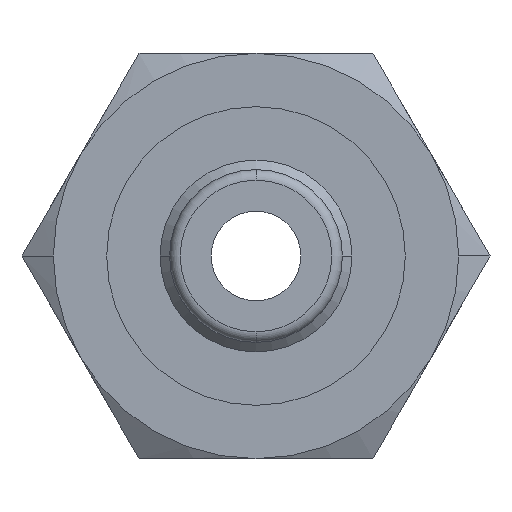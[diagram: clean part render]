
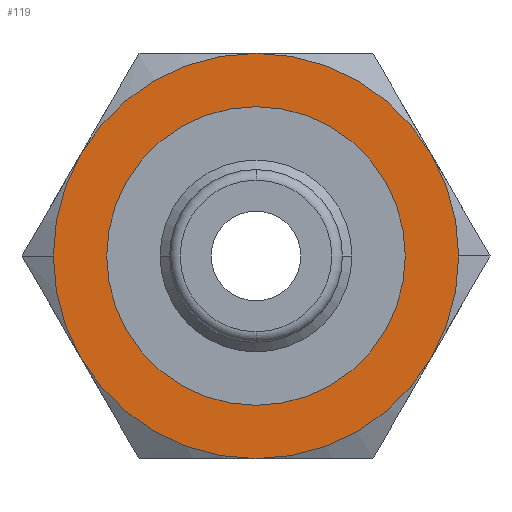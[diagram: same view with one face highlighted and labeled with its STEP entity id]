
A CAD part, front view. The second image highlights one B-rep face of the part: STEP entity #119.
In plain terms, the highlighted planar face has unit normal (0, -1, 0).
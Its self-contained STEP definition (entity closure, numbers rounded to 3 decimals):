
#119=ADVANCED_FACE('',(#269,#270),#271,.T.);
#269=FACE_OUTER_BOUND('',#454,.T.);
#270=FACE_BOUND('',#455,.T.);
#271=PLANE('',#456);
#454=EDGE_LOOP('',(#727,#728,#729,#730,#731,#732,#733,#734));
#455=EDGE_LOOP('',(#735,#736));
#456=AXIS2_PLACEMENT_3D('',#737,#738,#739);
#727=ORIENTED_EDGE('',*,*,#1130,.F.);
#728=ORIENTED_EDGE('',*,*,#1131,.F.);
#729=ORIENTED_EDGE('',*,*,#1132,.F.);
#730=ORIENTED_EDGE('',*,*,#1133,.F.);
#731=ORIENTED_EDGE('',*,*,#1111,.F.);
#732=ORIENTED_EDGE('',*,*,#1134,.F.);
#733=ORIENTED_EDGE('',*,*,#1135,.F.);
#734=ORIENTED_EDGE('',*,*,#1106,.F.);
#735=ORIENTED_EDGE('',*,*,#1095,.T.);
#736=ORIENTED_EDGE('',*,*,#1136,.T.);
#737=CARTESIAN_POINT('',(4.75,24.0,0.0));
#738=DIRECTION('',(-0.0,-1.0,-0.0));
#739=DIRECTION('',(-1.0,0.0,0.0));
#1095=EDGE_CURVE('',#1300,#1304,#1306,.T.);
#1106=EDGE_CURVE('',#1322,#1325,#1326,.T.);
#1111=EDGE_CURVE('',#1332,#1330,#1334,.T.);
#1130=EDGE_CURVE('',#1363,#1322,#1364,.T.);
#1131=EDGE_CURVE('',#1365,#1363,#1366,.T.);
#1132=EDGE_CURVE('',#1367,#1365,#1368,.T.);
#1133=EDGE_CURVE('',#1330,#1367,#1369,.T.);
#1134=EDGE_CURVE('',#1370,#1332,#1371,.T.);
#1135=EDGE_CURVE('',#1325,#1370,#1372,.T.);
#1136=EDGE_CURVE('',#1304,#1300,#1373,.T.);
#1300=VERTEX_POINT('',#1567);
#1304=VERTEX_POINT('',#1572);
#1306=CIRCLE('',#1575,7.0);
#1322=VERTEX_POINT('',#1615);
#1325=VERTEX_POINT('',#1619);
#1326=CIRCLE('',#1620,9.5);
#1330=VERTEX_POINT('',#1635);
#1332=VERTEX_POINT('',#1638);
#1334=CIRCLE('',#1651,9.5);
#1363=VERTEX_POINT('',#1686);
#1364=CIRCLE('',#1687,9.5);
#1365=VERTEX_POINT('',#1688);
#1366=CIRCLE('',#1689,9.5);
#1367=VERTEX_POINT('',#1690);
#1368=CIRCLE('',#1691,9.5);
#1369=CIRCLE('',#1692,9.5);
#1370=VERTEX_POINT('',#1693);
#1371=CIRCLE('',#1694,9.5);
#1372=CIRCLE('',#1695,9.5);
#1373=CIRCLE('',#1696,7.0);
#1567=CARTESIAN_POINT('',(7.0,24.0,0.0));
#1572=CARTESIAN_POINT('',(-7.0,24.0,0.));
#1575=AXIS2_PLACEMENT_3D('',#2098,#2099,#2100);
#1615=CARTESIAN_POINT('',(9.5,24.0,0.));
#1619=CARTESIAN_POINT('',(8.227,24.0,-4.75));
#1620=AXIS2_PLACEMENT_3D('',#2110,#2111,#2112);
#1635=CARTESIAN_POINT('',(-9.5,24.0,0.));
#1638=CARTESIAN_POINT('',(-8.227,24.0,-4.75));
#1651=AXIS2_PLACEMENT_3D('',#2114,#2115,#2116);
#1686=CARTESIAN_POINT('',(8.227,24.0,4.75));
#1687=AXIS2_PLACEMENT_3D('',#2144,#2145,#2146);
#1688=CARTESIAN_POINT('',(0.,24.0,9.5));
#1689=AXIS2_PLACEMENT_3D('',#2147,#2148,#2149);
#1690=CARTESIAN_POINT('',(-8.227,24.0,4.75));
#1691=AXIS2_PLACEMENT_3D('',#2150,#2151,#2152);
#1692=AXIS2_PLACEMENT_3D('',#2153,#2154,#2155);
#1693=CARTESIAN_POINT('',(0.0,24.0,-9.5));
#1694=AXIS2_PLACEMENT_3D('',#2156,#2157,#2158);
#1695=AXIS2_PLACEMENT_3D('',#2159,#2160,#2161);
#1696=AXIS2_PLACEMENT_3D('',#2162,#2163,#2164);
#2098=CARTESIAN_POINT('',(0.0,24.0,0.0));
#2099=DIRECTION('',(-0.0,1.0,0.0));
#2100=DIRECTION('',(1.0,0.0,0.0));
#2110=CARTESIAN_POINT('',(0.0,24.0,0.0));
#2111=DIRECTION('',(-0.0,1.0,0.0));
#2112=DIRECTION('',(1.0,0.0,0.0));
#2114=CARTESIAN_POINT('',(0.0,24.0,0.0));
#2115=DIRECTION('',(-0.0,1.0,0.0));
#2116=DIRECTION('',(1.0,0.0,0.0));
#2144=CARTESIAN_POINT('',(0.0,24.0,0.0));
#2145=DIRECTION('',(-0.0,1.0,0.0));
#2146=DIRECTION('',(1.0,0.0,0.0));
#2147=CARTESIAN_POINT('',(0.0,24.0,0.0));
#2148=DIRECTION('',(-0.0,1.0,0.0));
#2149=DIRECTION('',(1.0,0.0,0.0));
#2150=CARTESIAN_POINT('',(0.0,24.0,0.0));
#2151=DIRECTION('',(-0.0,1.0,0.0));
#2152=DIRECTION('',(1.0,0.0,0.0));
#2153=CARTESIAN_POINT('',(0.0,24.0,0.0));
#2154=DIRECTION('',(-0.0,1.0,0.0));
#2155=DIRECTION('',(1.0,0.0,0.0));
#2156=CARTESIAN_POINT('',(0.0,24.0,0.0));
#2157=DIRECTION('',(-0.0,1.0,0.0));
#2158=DIRECTION('',(1.0,0.0,0.0));
#2159=CARTESIAN_POINT('',(0.0,24.0,0.0));
#2160=DIRECTION('',(-0.0,1.0,0.0));
#2161=DIRECTION('',(1.0,0.0,0.0));
#2162=CARTESIAN_POINT('',(0.0,24.0,0.0));
#2163=DIRECTION('',(-0.0,1.0,0.0));
#2164=DIRECTION('',(1.0,0.0,0.0));
